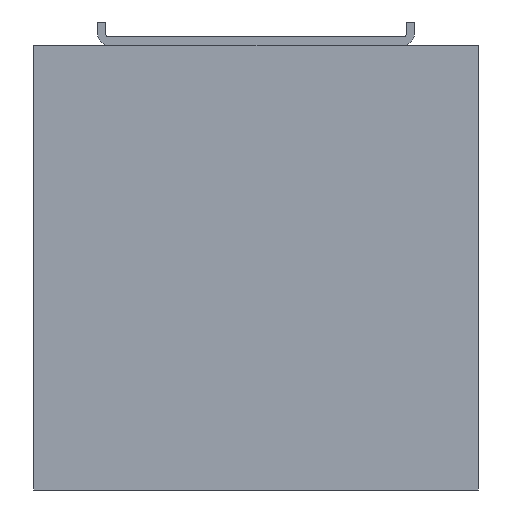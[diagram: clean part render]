
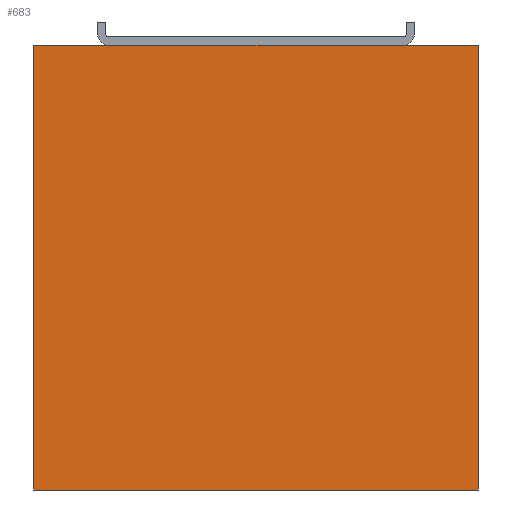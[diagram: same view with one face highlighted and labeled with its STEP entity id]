
A CAD part, left-side view. The second image highlights one B-rep face of the part: STEP entity #683.
In plain terms, the highlighted planar face has unit normal (-1, 0, 0).
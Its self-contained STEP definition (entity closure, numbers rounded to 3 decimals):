
#32=ORIENTED_EDGE('',*,*,#224,.T.);
#33=ORIENTED_EDGE('',*,*,#225,.F.);
#34=ORIENTED_EDGE('',*,*,#226,.F.);
#35=ORIENTED_EDGE('',*,*,#227,.T.);
#224=EDGE_CURVE('',#320,#321,#384,.T.);
#225=EDGE_CURVE('',#322,#321,#385,.T.);
#226=EDGE_CURVE('',#323,#322,#386,.T.);
#227=EDGE_CURVE('',#323,#320,#387,.T.);
#320=VERTEX_POINT('',#969);
#321=VERTEX_POINT('',#970);
#322=VERTEX_POINT('',#972);
#323=VERTEX_POINT('',#974);
#384=LINE('',#968,#472);
#385=LINE('',#971,#473);
#386=LINE('',#973,#474);
#387=LINE('',#975,#475);
#472=VECTOR('',#786,1000.);
#473=VECTOR('',#787,1000.);
#474=VECTOR('',#788,1000.);
#475=VECTOR('',#789,1000.);
#560=EDGE_LOOP('',(#32,#33,#34,#35));
#604=FACE_BOUND('',#560,.T.);
#648=PLANE('',#735);
#683=ADVANCED_FACE('',(#604),#648,.F.);
#735=AXIS2_PLACEMENT_3D('',#967,#784,#785);
#784=DIRECTION('',(1.,0.,0.));
#785=DIRECTION('',(0.,0.,-1.));
#786=DIRECTION('',(0.,-1.,0.));
#787=DIRECTION('',(0.,0.,-1.));
#788=DIRECTION('',(0.,-1.,0.));
#789=DIRECTION('',(0.,0.,-1.));
#967=CARTESIAN_POINT('',(-112.75,40.,80.));
#968=CARTESIAN_POINT('',(-112.75,40.,0.));
#969=CARTESIAN_POINT('',(-112.75,40.,0.));
#970=CARTESIAN_POINT('',(-112.75,-40.,0.));
#971=CARTESIAN_POINT('',(-112.75,-40.,80.));
#972=CARTESIAN_POINT('',(-112.75,-40.,80.));
#973=CARTESIAN_POINT('',(-112.75,40.,80.));
#974=CARTESIAN_POINT('',(-112.75,40.,80.));
#975=CARTESIAN_POINT('',(-112.75,40.,80.));
